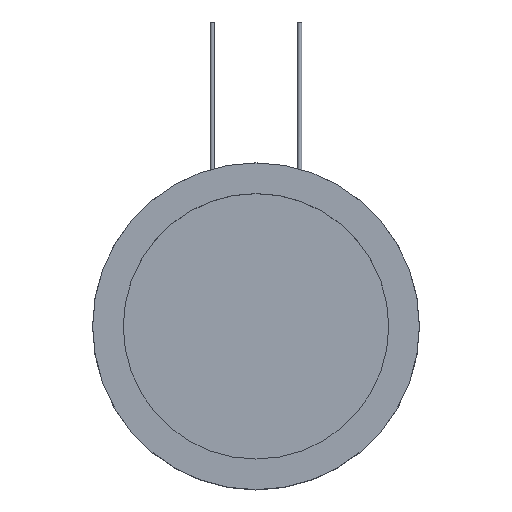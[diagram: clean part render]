
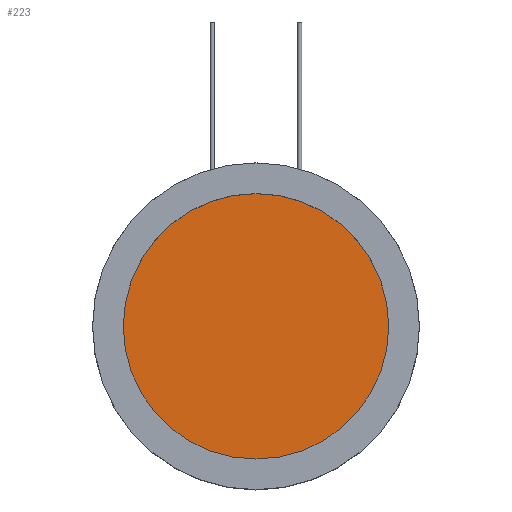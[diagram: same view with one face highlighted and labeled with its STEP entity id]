
A CAD part, top view. The second image highlights one B-rep face of the part: STEP entity #223.
In plain terms, the highlighted planar face has unit normal (0, 0, 1).
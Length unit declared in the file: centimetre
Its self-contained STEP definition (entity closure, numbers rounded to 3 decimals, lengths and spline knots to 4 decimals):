
#58=PLANE('',#251);
#78=VERTEX_POINT('',#423);
#90=CIRCLE('',#249,0.6495);
#112=EDGE_CURVE('',#78,#78,#90,.T.);
#154=ORIENTED_EDGE('',*,*,#112,.T.);
#180=EDGE_LOOP('',(#154));
#206=FACE_BOUND('',#180,.T.);
#223=ADVANCED_FACE('',(#206),#58,.T.);
#249=AXIS2_PLACEMENT_3D('',#422,#301,#302);
#251=AXIS2_PLACEMENT_3D('',#425,#304,$);
#301=DIRECTION('',(0.,0.,1.));
#302=DIRECTION('',(0.65,0.,0.));
#304=DIRECTION('',(0.,0.,1.));
#422=CARTESIAN_POINT('',(0.,0.,0.325));
#423=CARTESIAN_POINT('',(0.6495,0.,0.325));
#425=CARTESIAN_POINT('',(0.,0.,0.325));
